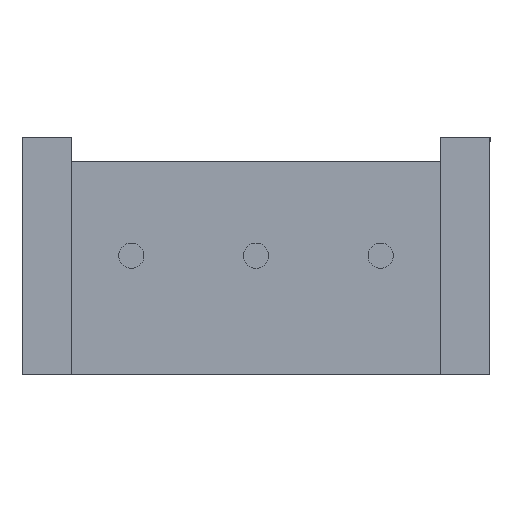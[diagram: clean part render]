
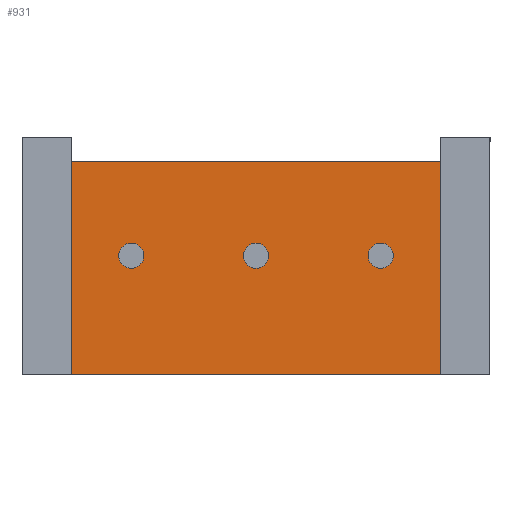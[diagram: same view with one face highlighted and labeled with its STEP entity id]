
A CAD part, front view. The second image highlights one B-rep face of the part: STEP entity #931.
In plain terms, the highlighted planar face has unit normal (0, -1, 0).
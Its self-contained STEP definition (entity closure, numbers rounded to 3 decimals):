
#21 = DIRECTION ( 'NONE',  ( 0., 0., 1. ) ) ;
#37 = CARTESIAN_POINT ( 'NONE',  ( 3.765, 0.38, 1.91 ) ) ;
#39 = LINE ( 'NONE', #48, #706 ) ;
#48 = CARTESIAN_POINT ( 'NONE',  ( 3.765, 0.38, -2.42 ) ) ;
#51 = VECTOR ( 'NONE', #209, 1000. ) ;
#77 = VERTEX_POINT ( 'NONE', #494 ) ;
#89 = EDGE_CURVE ( 'NONE', #703, #77, #90, .T. ) ;
#90 = LINE ( 'NONE', #895, #921 ) ;
#104 = EDGE_CURVE ( 'NONE', #438, #703, #302, .T. ) ;
#105 = CARTESIAN_POINT ( 'NONE',  ( 3.765, 0.38, 1.91 ) ) ;
#114 = LINE ( 'NONE', #610, #51 ) ;
#181 = ORIENTED_EDGE ( 'NONE', *, *, #104, .F. ) ;
#193 = DIRECTION ( 'NONE',  ( 0., -1., 0. ) ) ;
#209 = DIRECTION ( 'NONE',  ( 0., 0., -1. ) ) ;
#289 = DIRECTION ( 'NONE',  ( -1., 0., 0. ) ) ;
#302 = LINE ( 'NONE', #105, #496 ) ;
#351 = PLANE ( 'NONE',  #720 ) ;
#437 = CARTESIAN_POINT ( 'NONE',  ( 3.765, 0.38, 2.41 ) ) ;
#438 = VERTEX_POINT ( 'NONE', #702 ) ;
#468 = EDGE_LOOP ( 'NONE', ( #181, #489, #941, #633 ) ) ;
#475 = VERTEX_POINT ( 'NONE', #966 ) ;
#489 = ORIENTED_EDGE ( 'NONE', *, *, #884, .T. ) ;
#494 = CARTESIAN_POINT ( 'NONE',  ( 3.765, 0.38, -2.42 ) ) ;
#496 = VECTOR ( 'NONE', #665, 1000. ) ;
#610 = CARTESIAN_POINT ( 'NONE',  ( -3.765, 0.38, 2.41 ) ) ;
#633 = ORIENTED_EDGE ( 'NONE', *, *, #89, .F. ) ;
#655 = FACE_OUTER_BOUND ( 'NONE', #468, .T. ) ;
#665 = DIRECTION ( 'NONE',  ( 1., 0., 0. ) ) ;
#702 = CARTESIAN_POINT ( 'NONE',  ( -3.765, 0.38, 1.91 ) ) ;
#703 = VERTEX_POINT ( 'NONE', #37 ) ;
#706 = VECTOR ( 'NONE', #289, 1000. ) ;
#720 = AXIS2_PLACEMENT_3D ( 'NONE', #437, #193, #21 ) ;
#801 = EDGE_CURVE ( 'NONE', #77, #475, #39, .T. ) ;
#884 = EDGE_CURVE ( 'NONE', #438, #475, #114, .T. ) ;
#895 = CARTESIAN_POINT ( 'NONE',  ( 3.765, 0.38, 2.41 ) ) ;
#900 = DIRECTION ( 'NONE',  ( 0., 0., -1. ) ) ;
#921 = VECTOR ( 'NONE', #900, 1000. ) ;
#931 = ADVANCED_FACE ( 'NONE', ( #655 ), #351, .T. ) ;
#941 = ORIENTED_EDGE ( 'NONE', *, *, #801, .F. ) ;
#966 = CARTESIAN_POINT ( 'NONE',  ( -3.765, 0.38, -2.42 ) ) ;
